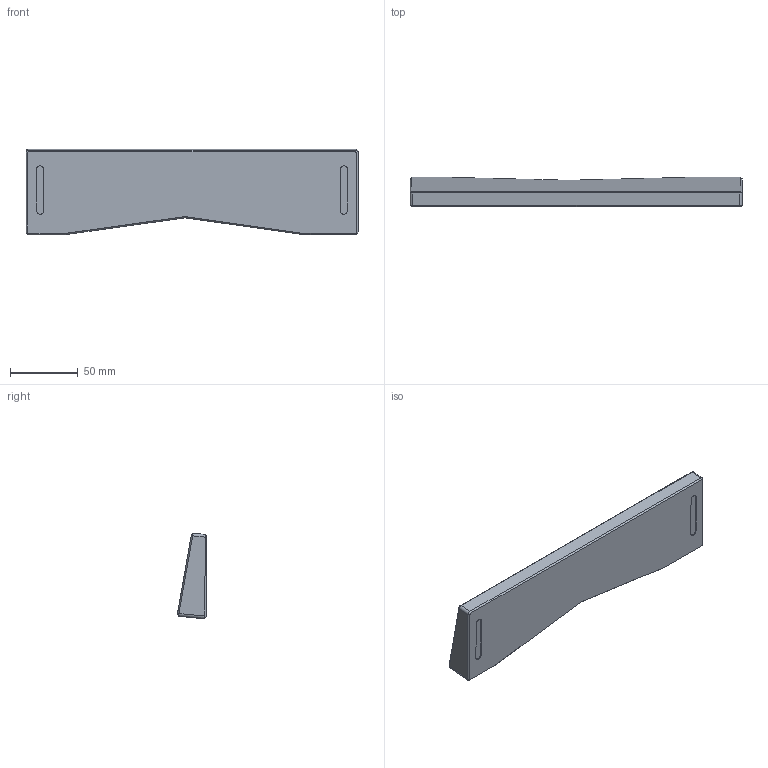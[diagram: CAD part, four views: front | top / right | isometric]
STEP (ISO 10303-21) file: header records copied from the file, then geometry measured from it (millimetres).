
FILE_DESCRIPTION(/* description */ (''),/* implementation_level */ '2;1');
FILE_NAME(/* name */ 'Evelyn-Wristrest.step',/* time_stamp */ '2024-09-25T13:50:18-07:00',/* author */ (''),/* organization */ (''),/* preprocessor_version */ 'ST-DEVELOPER v20',/* originating_system */ 'Autodesk Translation Framework v13.20.0.188',/* authorisation */ '');
FILE_SCHEMA (('AUTOMOTIVE_DESIGN { 1 0 10303 214 3 1 1 }'));
Length unit declared in the file: millimetre
Products named in the file (1): FusionComponent
Bounding box: 244.5 x 21.66 x 63.02 mm (x, y, z)
Volume: 222311.5 mm3; surface area: 37264 mm2
Topology: 1 solids, 1 shells, 70 faces, 170 edges, 104 vertices
Faces by surface type: bspline 33, plane 29, cylinder 8
Entity records: 2578 total; most frequent: CARTESIAN_POINT 1139, ORIENTED_EDGE 340, DIRECTION 190, EDGE_CURVE 170, VERTEX_POINT 104, LINE 98, VECTOR 98, EDGE_LOOP 72
